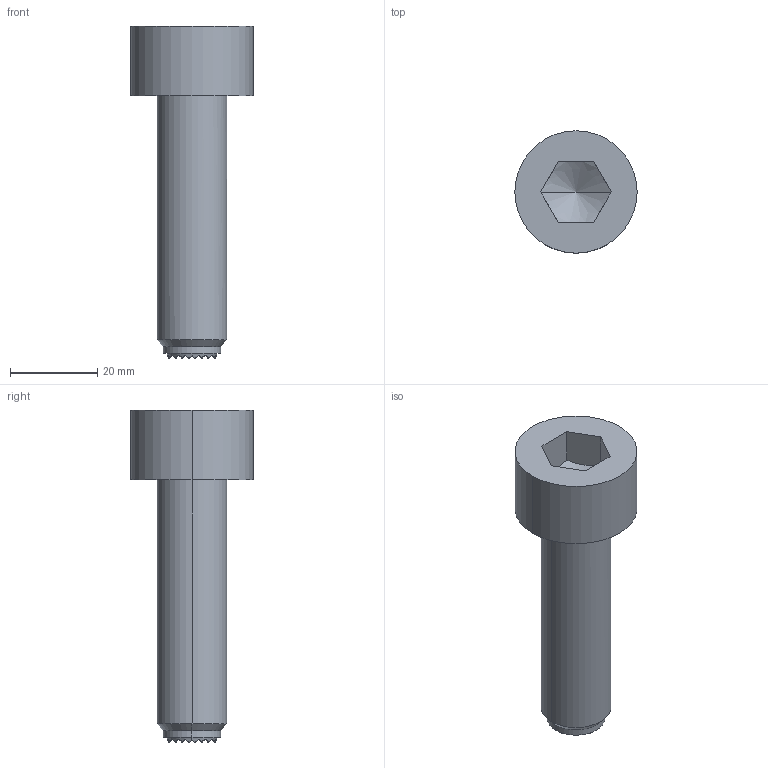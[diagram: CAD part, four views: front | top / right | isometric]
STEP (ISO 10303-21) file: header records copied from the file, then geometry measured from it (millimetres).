
FILE_DESCRIPTION(('STEP AP214'),'1');
FILE_NAME(' ',' ',('TraceParts'),('TraceParts S.A.'),'XStep 1.0',' ',' ');
FILE_SCHEMA(('automotive_design'));
Length unit declared in the file: millimetre
Products named in the file (2): 1; 2
Bounding box: 28 x 28 x 76 mm (x, y, z)
Volume: 20577.8 mm3; surface area: 6423.4 mm2
Topology: 2 solids, 2 shells, 273 faces, 575 edges, 304 vertices
Faces by surface type: plane 261, cylinder 6, cone 4, sphere 2
Entity records: 13496 total; most frequent: DIRECTION 1206, CARTESIAN_POINT 1162, STYLED_ITEM 1150, PRESENTATION_STYLE_ASSIGNMENT 1150, COLOUR_RGB 1150, ORIENTED_EDGE 1142, EDGE_CURVE 571, CURVE_STYLE 571
